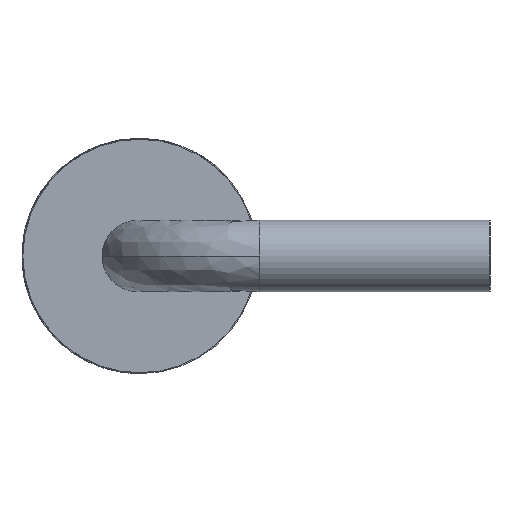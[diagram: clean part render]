
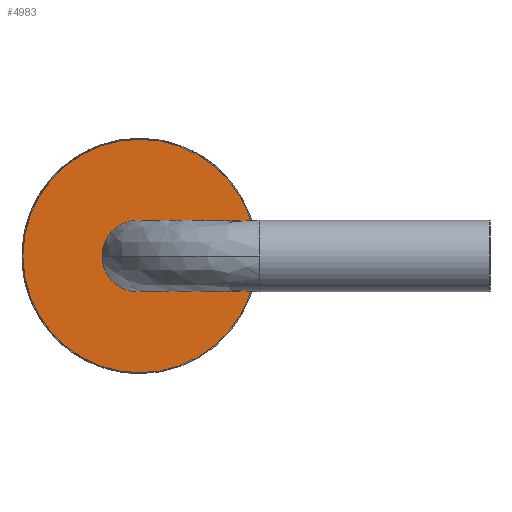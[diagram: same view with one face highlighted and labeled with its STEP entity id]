
A CAD part, left-side view. The second image highlights one B-rep face of the part: STEP entity #4983.
In plain terms, the highlighted planar face has unit normal (-1, 0, 0).
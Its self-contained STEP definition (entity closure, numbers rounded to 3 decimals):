
#77 = CARTESIAN_POINT ( 'NONE',  ( -2.5, 0.419, 0. ) ) ;
#315 = VERTEX_POINT ( 'NONE', #7336 ) ;
#1092 = ORIENTED_EDGE ( 'NONE', *, *, #1607, .T. ) ;
#1607 = EDGE_CURVE ( 'NONE', #10637, #315, #10303, .T. ) ;
#1802 = CIRCLE ( 'NONE', #9090, 1.3 ) ;
#1887 = CARTESIAN_POINT ( 'NONE',  ( -2.5, 0.372, 0.214 ) ) ;
#1947 = VERTEX_POINT ( 'NONE', #9883 ) ;
#2490 = AXIS2_PLACEMENT_3D ( 'NONE', #11630, #9558, #2693 ) ;
#2647 = AXIS2_PLACEMENT_3D ( 'NONE', #6218, #10131, #10173 ) ;
#2693 = DIRECTION ( 'NONE',  ( 0., 0., -1. ) ) ;
#2722 = DIRECTION ( 'NONE',  ( 0., 0., -1. ) ) ;
#3078 = CARTESIAN_POINT ( 'NONE',  ( -2.5, -0.369, -0.212 ) ) ;
#3192 = B_SPLINE_CURVE_WITH_KNOTS ( 'NONE', 3,
 ( #4152, #10937, #3078, #9868, #5052, #9777, #9822, #6948, #5984, #77 ),
 .UNSPECIFIED., .F., .F.,
 ( 4, 2, 2, 2, 4 ),
 ( -0.001, 0., 0., 0., 0.001 ),
 .UNSPECIFIED. ) ;
#3498 = CARTESIAN_POINT ( 'NONE',  ( -2.5, -0.212, 0.357 ) ) ;
#4048 = ORIENTED_EDGE ( 'NONE', *, *, #9048, .F. ) ;
#4152 = CARTESIAN_POINT ( 'NONE',  ( -2.5, -0.419, 0. ) ) ;
#4437 = CARTESIAN_POINT ( 'NONE',  ( -2.5, 0.109, 0.401 ) ) ;
#4706 = CARTESIAN_POINT ( 'NONE',  ( -2.5, 0.419, 0. ) ) ;
#4983 = ADVANCED_FACE ( 'NONE', ( #11300, #12208 ), #9144, .T. ) ;
#5000 = EDGE_LOOP ( 'NONE', ( #1092, #7041 ) ) ;
#5052 = CARTESIAN_POINT ( 'NONE',  ( -2.5, -0.106, -0.399 ) ) ;
#5419 = CARTESIAN_POINT ( 'NONE',  ( -2.5, -0.419, 0. ) ) ;
#5521 = EDGE_LOOP ( 'NONE', ( #4048, #12025 ) ) ;
#5984 = CARTESIAN_POINT ( 'NONE',  ( -2.5, 0.419, -0.108 ) ) ;
#6218 = CARTESIAN_POINT ( 'NONE',  ( -2.5, 0.65, 0. ) ) ;
#6601 = DIRECTION ( 'NONE',  ( 1., 0., 0. ) ) ;
#6621 = EDGE_CURVE ( 'NONE', #315, #10637, #3192, .T. ) ;
#6704 = CARTESIAN_POINT ( 'NONE',  ( -2.5, -0.369, 0.212 ) ) ;
#6894 = CARTESIAN_POINT ( 'NONE',  ( -2.5, 0.419, 0. ) ) ;
#6948 = CARTESIAN_POINT ( 'NONE',  ( -2.5, 0.372, -0.213 ) ) ;
#7041 = ORIENTED_EDGE ( 'NONE', *, *, #6621, .T. ) ;
#7336 = CARTESIAN_POINT ( 'NONE',  ( -2.5, -0.419, 0. ) ) ;
#7705 = CARTESIAN_POINT ( 'NONE',  ( -2.5, 0.419, 0.108 ) ) ;
#7722 = EDGE_CURVE ( 'NONE', #1947, #8671, #9423, .T. ) ;
#8246 = CARTESIAN_POINT ( 'NONE',  ( -2.5, 0., -1.3 ) ) ;
#8671 = VERTEX_POINT ( 'NONE', #8246 ) ;
#9048 = EDGE_CURVE ( 'NONE', #8671, #1947, #1802, .T. ) ;
#9090 = AXIS2_PLACEMENT_3D ( 'NONE', #12413, #6601, #2722 ) ;
#9144 = PLANE ( 'NONE',  #2647 ) ;
#9423 = CIRCLE ( 'NONE', #2490, 1.3 ) ;
#9558 = DIRECTION ( 'NONE',  ( 1., 0., 0. ) ) ;
#9777 = CARTESIAN_POINT ( 'NONE',  ( -2.5, 0.11, -0.401 ) ) ;
#9822 = CARTESIAN_POINT ( 'NONE',  ( -2.5, 0.217, -0.36 ) ) ;
#9868 = CARTESIAN_POINT ( 'NONE',  ( -2.5, -0.212, -0.357 ) ) ;
#9883 = CARTESIAN_POINT ( 'NONE',  ( -2.5, 0., 1.3 ) ) ;
#10131 = DIRECTION ( 'NONE',  ( -1., 0., 0. ) ) ;
#10173 = DIRECTION ( 'NONE',  ( 0., 0., 1. ) ) ;
#10234 = CARTESIAN_POINT ( 'NONE',  ( -2.5, 0.217, 0.36 ) ) ;
#10277 = CARTESIAN_POINT ( 'NONE',  ( -2.5, -0.419, 0.108 ) ) ;
#10303 = B_SPLINE_CURVE_WITH_KNOTS ( 'NONE', 3,
 ( #4706, #7705, #1887, #10234, #4437, #11220, #3498, #6704, #10277, #5419 ),
 .UNSPECIFIED., .F., .F.,
 ( 4, 2, 2, 2, 4 ),
 ( 0.001, 0.001, 0.001, 0.002, 0.002 ),
 .UNSPECIFIED. ) ;
#10637 = VERTEX_POINT ( 'NONE', #6894 ) ;
#10937 = CARTESIAN_POINT ( 'NONE',  ( -2.5, -0.419, -0.108 ) ) ;
#11220 = CARTESIAN_POINT ( 'NONE',  ( -2.5, -0.106, 0.399 ) ) ;
#11300 = FACE_BOUND ( 'NONE', #5000, .T. ) ;
#11630 = CARTESIAN_POINT ( 'NONE',  ( -2.5, 0., 0. ) ) ;
#12025 = ORIENTED_EDGE ( 'NONE', *, *, #7722, .F. ) ;
#12208 = FACE_OUTER_BOUND ( 'NONE', #5521, .T. ) ;
#12413 = CARTESIAN_POINT ( 'NONE',  ( -2.5, 0., 0. ) ) ;
